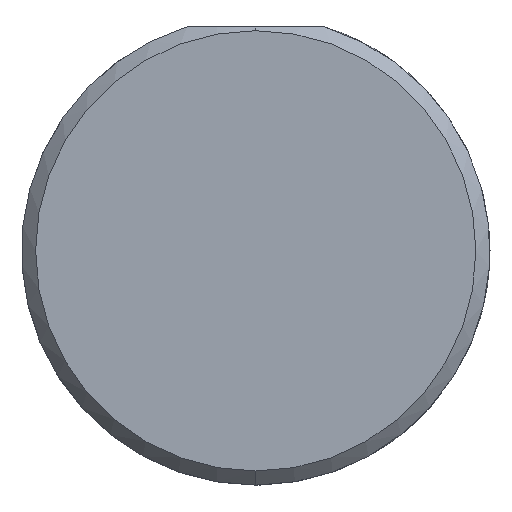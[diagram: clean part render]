
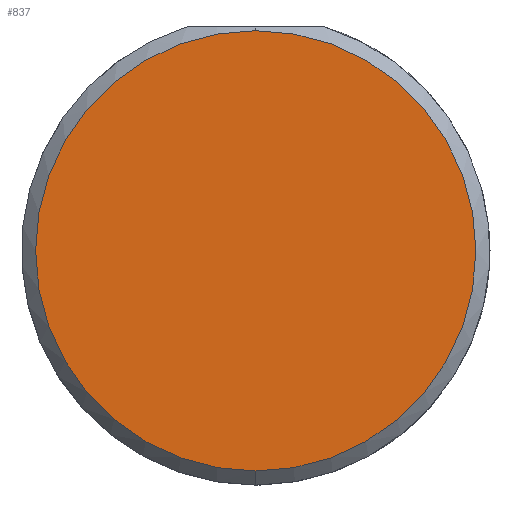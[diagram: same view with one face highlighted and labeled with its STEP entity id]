
A CAD part, left-side view. The second image highlights one B-rep face of the part: STEP entity #837.
In plain terms, the highlighted planar face has unit normal (-1, 0, 0).
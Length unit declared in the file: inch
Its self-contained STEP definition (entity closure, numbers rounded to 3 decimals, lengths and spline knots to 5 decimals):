
#8 = AXIS2_PLACEMENT_3D ( 'NONE', #549, #556, #863 ) ;
#46 = CARTESIAN_POINT ( 'NONE',  ( 0., 0., 0. ) ) ;
#54 = ORIENTED_EDGE ( 'NONE', *, *, #79, .T. ) ;
#79 = EDGE_CURVE ( 'NONE', #709, #594, #917, .T. ) ;
#105 = DIRECTION ( 'NONE',  ( -1., 0., 0. ) ) ;
#202 = DIRECTION ( 'NONE',  ( 0., 0., -1. ) ) ;
#287 = CARTESIAN_POINT ( 'NONE',  ( 0., 0., -0.23485 ) ) ;
#322 = PLANE ( 'NONE',  #8 ) ;
#351 = DIRECTION ( 'NONE',  ( -1., 0., 0. ) ) ;
#394 = DIRECTION ( 'NONE',  ( 0., 0., -1. ) ) ;
#411 = AXIS2_PLACEMENT_3D ( 'NONE', #791, #105, #394 ) ;
#457 = EDGE_CURVE ( 'NONE', #594, #709, #526, .T. ) ;
#526 = CIRCLE ( 'NONE', #958, 0.23485 ) ;
#543 = FACE_OUTER_BOUND ( 'NONE', #954, .T. ) ;
#549 = CARTESIAN_POINT ( 'NONE',  ( 0., 0., 0. ) ) ;
#556 = DIRECTION ( 'NONE',  ( 1., 0., 0. ) ) ;
#594 = VERTEX_POINT ( 'NONE', #287 ) ;
#687 = ORIENTED_EDGE ( 'NONE', *, *, #457, .T. ) ;
#709 = VERTEX_POINT ( 'NONE', #879 ) ;
#791 = CARTESIAN_POINT ( 'NONE',  ( 0., 0., 0. ) ) ;
#837 = ADVANCED_FACE ( 'NONE', ( #543 ), #322, .F. ) ;
#863 = DIRECTION ( 'NONE',  ( 0., 0., -1. ) ) ;
#879 = CARTESIAN_POINT ( 'NONE',  ( 0., 0., 0.23485 ) ) ;
#917 = CIRCLE ( 'NONE', #411, 0.23485 ) ;
#954 = EDGE_LOOP ( 'NONE', ( #687, #54 ) ) ;
#958 = AXIS2_PLACEMENT_3D ( 'NONE', #46, #351, #202 ) ;
